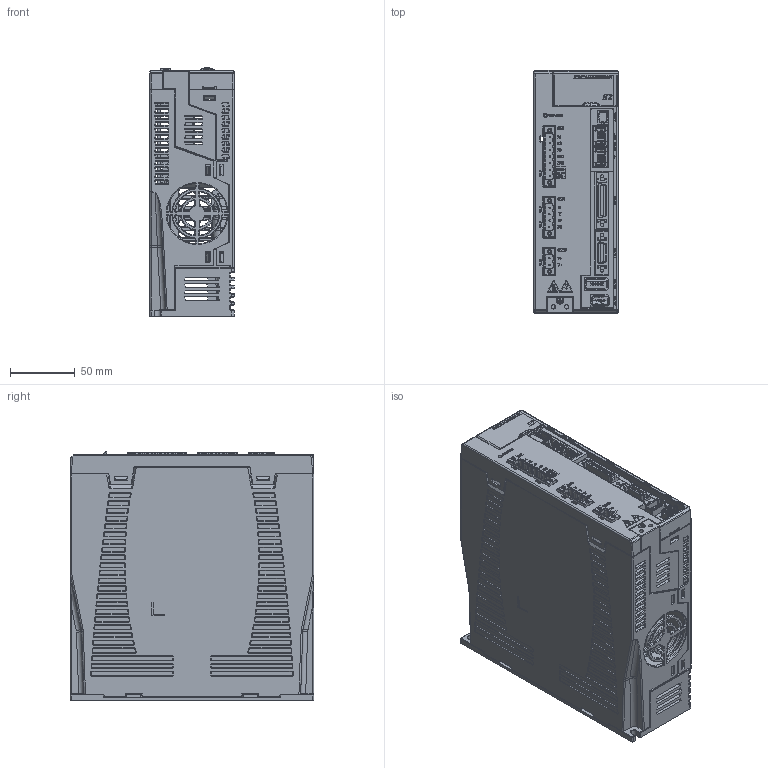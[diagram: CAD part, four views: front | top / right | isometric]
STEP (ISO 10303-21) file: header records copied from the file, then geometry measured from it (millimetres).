
FILE_DESCRIPTION (( 'STEP AP214' ), '1' );
FILE_NAME ('E2-1.2KW ³ÉÆ· C F.STEP', '2023-03-29T05:11:56', ( 'user' ), ( '' ), 'SwSTEP 2.0', 'SolidWorks 2015', '' );
FILE_SCHEMA (( 'AUTOMOTIVE_DESIGN' ));
Length unit declared in the file: millimetre
Products named in the file (1): E2-1.2KW 傖こ C F
Bounding box: 65 x 188 x 192.25 mm (x, y, z)
Surface area: 357228.8 mm2 (no closed solid volume)
Topology: 0 solids, 159 shells, 3543 faces, 15795 edges, 12229 vertices
Faces by surface type: plane 1934, cone 822, cylinder 559, bspline 164, torus 54, sphere 10
Entity records: 208701 total; most frequent: CARTESIAN_POINT 48704, ORIENTED_EDGE 23375, DIRECTION 22949, EDGE_CURVE 15792, VERTEX_POINT 12229, LINE 10137, VECTOR 10137, AXIS2_PLACEMENT_3D 6406
